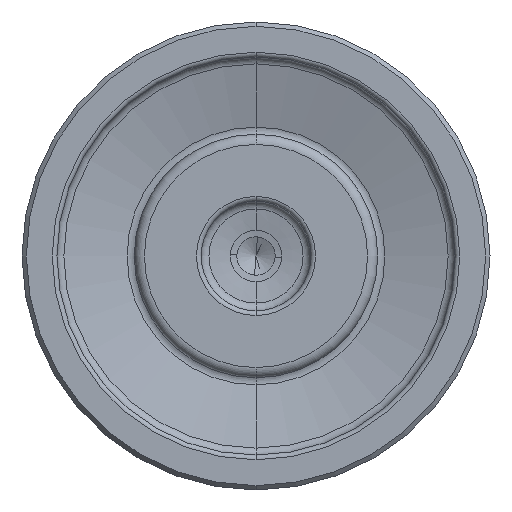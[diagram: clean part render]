
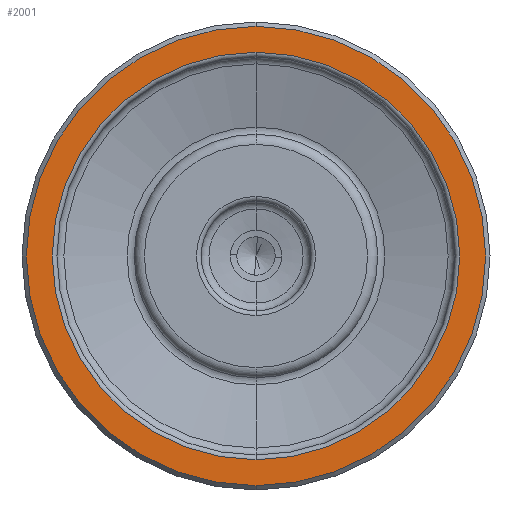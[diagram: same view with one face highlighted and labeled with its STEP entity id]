
A CAD part, front view. The second image highlights one B-rep face of the part: STEP entity #2001.
In plain terms, the highlighted planar face has unit normal (0, -1, 0).
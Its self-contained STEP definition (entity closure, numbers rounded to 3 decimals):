
#133 = FACE_OUTER_BOUND ( 'NONE', #405, .T. ) ;
#188 = VERTEX_POINT ( 'NONE', #1782 ) ;
#192 = CIRCLE ( 'NONE', #370, 21.75 ) ;
#247 = ORIENTED_EDGE ( 'NONE', *, *, #943, .T. ) ;
#334 = VERTEX_POINT ( 'NONE', #2151 ) ;
#335 = CIRCLE ( 'NONE', #2034, 21.75 ) ;
#370 = AXIS2_PLACEMENT_3D ( 'NONE', #1030, #2160, #1194 ) ;
#378 = ORIENTED_EDGE ( 'NONE', *, *, #2153, .T. ) ;
#405 = EDGE_LOOP ( 'NONE', ( #1434, #656 ) ) ;
#536 = VERTEX_POINT ( 'NONE', #1399 ) ;
#575 = CARTESIAN_POINT ( 'NONE',  ( 0., 0.706, 0. ) ) ;
#630 = EDGE_CURVE ( 'NONE', #188, #1817, #1670, .T. ) ;
#656 = ORIENTED_EDGE ( 'NONE', *, *, #630, .T. ) ;
#681 = AXIS2_PLACEMENT_3D ( 'NONE', #1392, #722, #1895 ) ;
#722 = DIRECTION ( 'NONE',  ( 0., -1., 0. ) ) ;
#761 = DIRECTION ( 'NONE',  ( 0., 0., -1. ) ) ;
#867 = DIRECTION ( 'NONE',  ( 0., -1., 0. ) ) ;
#923 = CARTESIAN_POINT ( 'NONE',  ( 0., 0.706, 0. ) ) ;
#943 = EDGE_CURVE ( 'NONE', #536, #334, #192, .T. ) ;
#1004 = CIRCLE ( 'NONE', #2154, 24.517 ) ;
#1023 = EDGE_LOOP ( 'NONE', ( #378, #247 ) ) ;
#1030 = CARTESIAN_POINT ( 'NONE',  ( 0., 0.706, 0. ) ) ;
#1108 = DIRECTION ( 'NONE',  ( 0., 0., -1. ) ) ;
#1150 = CARTESIAN_POINT ( 'NONE',  ( 0., 0.706, 24.517 ) ) ;
#1194 = DIRECTION ( 'NONE',  ( 0., 0., -1. ) ) ;
#1392 = CARTESIAN_POINT ( 'NONE',  ( 21.25, 0.706, 0. ) ) ;
#1399 = CARTESIAN_POINT ( 'NONE',  ( 0., 0.706, 21.75 ) ) ;
#1434 = ORIENTED_EDGE ( 'NONE', *, *, #1497, .T. ) ;
#1497 = EDGE_CURVE ( 'NONE', #1817, #188, #1004, .T. ) ;
#1621 = AXIS2_PLACEMENT_3D ( 'NONE', #923, #2082, #1108 ) ;
#1670 = CIRCLE ( 'NONE', #1621, 24.517 ) ;
#1732 = PLANE ( 'NONE',  #681 ) ;
#1773 = DIRECTION ( 'NONE',  ( 0., 1., 0. ) ) ;
#1782 = CARTESIAN_POINT ( 'NONE',  ( 0., 0.706, -24.517 ) ) ;
#1817 = VERTEX_POINT ( 'NONE', #1150 ) ;
#1869 = CARTESIAN_POINT ( 'NONE',  ( 0., 0.706, 0. ) ) ;
#1895 = DIRECTION ( 'NONE',  ( 0., 0., -1. ) ) ;
#1966 = FACE_BOUND ( 'NONE', #1023, .T. ) ;
#2001 = ADVANCED_FACE ( 'NONE', ( #133, #1966 ), #1732, .T. ) ;
#2031 = DIRECTION ( 'NONE',  ( 0., 0., -1. ) ) ;
#2034 = AXIS2_PLACEMENT_3D ( 'NONE', #575, #1773, #761 ) ;
#2082 = DIRECTION ( 'NONE',  ( 0., -1., 0. ) ) ;
#2151 = CARTESIAN_POINT ( 'NONE',  ( 0., 0.706, -21.75 ) ) ;
#2153 = EDGE_CURVE ( 'NONE', #334, #536, #335, .T. ) ;
#2154 = AXIS2_PLACEMENT_3D ( 'NONE', #1869, #867, #2031 ) ;
#2160 = DIRECTION ( 'NONE',  ( 0., 1., 0. ) ) ;
